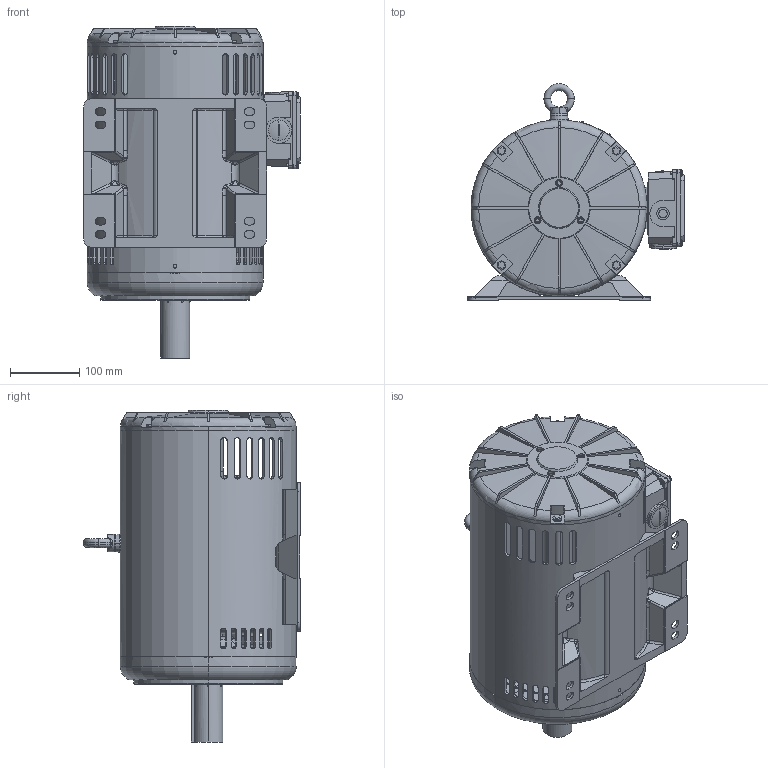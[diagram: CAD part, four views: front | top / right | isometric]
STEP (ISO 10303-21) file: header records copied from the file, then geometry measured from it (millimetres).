
FILE_DESCRIPTION (( 'STEP AP203' ), '1' );
FILE_NAME ('TXD210配T法兰盖总装图（10U4B）.STEP', '2016-04-22T12:27:02', ( 'Windows 用户' ), ( 'Sky123.Org' ), 'SwSTEP 2.0', 'SolidWorks 2013', '' );
FILE_SCHEMA (( 'CONFIG_CONTROL_DESIGN' ));
Length unit declared in the file: millimetre
Products named in the file (35): T-206粣創揤啣; TXD210转轴（10U4B）; TXD210配T端盖机壳（10U4B）; 接线盒盖螺钉8-36UNC×14; T180-210詩啣褲臏諉盄碟-1NPT; 坶粣創揤啣M5℅30; 粣創6208; NEMA180T-210T迖啣; TXD210配T法兰盖总装图（10U4B）; 穩隊M2X4; ﾆｽｼ魵7.9｡ﾁ61.5; 粣創6206; SLF210饜T炵蹈傷裔霧齪; 諉盄霧齪; NEMA210詩啣褲粣扥杶; T210C楊擘裔; 霧齪穩隊M2X4; 接线盒接地弹簧垫片Φ5; 穿钉0.3125-18UNC×350; T炵蹈210綴傷裔(ODP); 裂遠; 接线盒座接地螺钉10#-32UNC×6; 援隊粟菜朴8; 波形垫圈D62(6206); NEMA210菁褐; 出线螺塞1-11.5NPT; す瑩A5X16; 防尘圈40X58; NEMA210T諉盄碟釱砎蝶菜; MS112-132諉盄碟裔躇猾菜; T210瑞珔; T-208粣創揤啣; 接线盒座螺钉0.25-20UNC×12; MS112-132諉盄碟裔; T210絳瑞啣
Assembly tree (55 placements, depth 2):
  TXD210配T法兰盖总装图（10U4B）
    TXD210配T端盖机壳（10U4B）
    NEMA180T-210T迖啣
    SLF210饜T炵蹈傷裔霧齪
    霧齪穩隊M2X4  x4
    裂遠
    NEMA210菁褐
    NEMA210T諉盄碟釱砎蝶菜
    接线盒座螺钉0.25-20UNC×12  x4
    TXD210转轴（10U4B）
    粣創6208
    粣創6206
    T210C楊擘裔
    T炵蹈210綴傷裔(ODP)
    波形垫圈D62(6206)
    防尘圈40X58
    T-208粣創揤啣
    T-206粣創揤啣
    坶粣創揤啣M5℅30  x6
    ﾆｽｼ魵7.9｡ﾁ61.5
    NEMA210詩啣褲粣扥杶
    穿钉0.3125-18UNC×350  x4
    援隊粟菜朴8  x4
    す瑩A5X16
    T210瑞珔
    T210絳瑞啣
    T180-210詩啣褲臏諉盄碟-1NPT
    穩隊M2X4  x2
    諉盄霧齪
    接线盒接地弹簧垫片Φ5
    接线盒座接地螺钉10#-32UNC×6
    出线螺塞1-11.5NPT
    MS112-132諉盄碟裔躇猾菜
    MS112-132諉盄碟裔
    接线盒盖螺钉8-36UNC×14  x4
Bounding box: 314 x 313.85 x 481 mm (x, y, z)
Volume: 3645826.7 mm3; surface area: 1488144.7 mm2
Topology: 67 solids, 67 shells, 2814 faces, 7210 edges, 4557 vertices
Faces by surface type: plane 1202, cylinder 900, bspline 283, cone 237, torus 190, sphere 2
Entity records: 100885 total; most frequent: CARTESIAN_POINT 37592, ORIENTED_EDGE 12850, DIRECTION 11609, EDGE_CURVE 6425, AXIS2_PLACEMENT_3D 4307, VERTEX_POINT 4111, LINE 2995, VECTOR 2995
